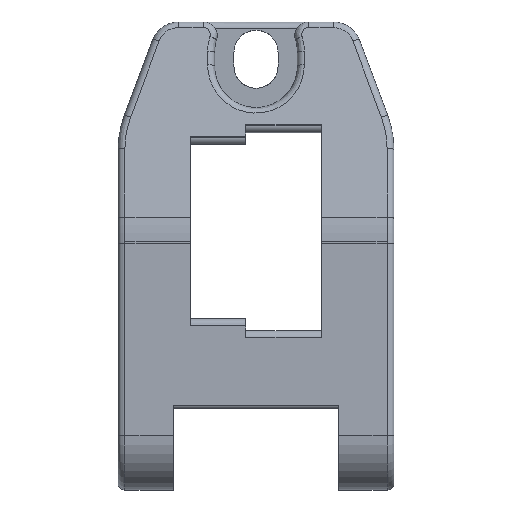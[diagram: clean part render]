
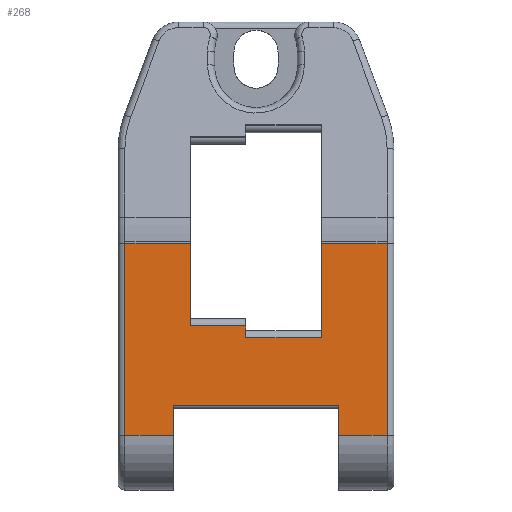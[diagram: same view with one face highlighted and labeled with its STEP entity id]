
A CAD part, top view. The second image highlights one B-rep face of the part: STEP entity #268.
In plain terms, the highlighted planar face has unit normal (0, -0.013, 1).
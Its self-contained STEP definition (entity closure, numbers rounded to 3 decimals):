
#54 = CARTESIAN_POINT ( 'NONE',  ( -3., 13.879, 4.184 ) ) ;
#103 = VECTOR ( 'NONE', #409, 1000. ) ;
#159 = ORIENTED_EDGE ( 'NONE', *, *, #3436, .T. ) ;
#166 = LINE ( 'NONE', #3487, #1856 ) ;
#191 = ORIENTED_EDGE ( 'NONE', *, *, #2659, .T. ) ;
#252 = CARTESIAN_POINT ( 'NONE',  ( 9., 2.151, 4.029 ) ) ;
#268 = ADVANCED_FACE ( 'NONE', ( #535 ), #3925, .F. ) ;
#291 = VERTEX_POINT ( 'NONE', #3947 ) ;
#303 = VERTEX_POINT ( 'NONE', #3660 ) ;
#409 = DIRECTION ( 'NONE',  ( -1., 0., 0. ) ) ;
#485 = VECTOR ( 'NONE', #1332, 1000. ) ;
#512 = CARTESIAN_POINT ( 'NONE',  ( 7.75, 7.022, 4.093 ) ) ;
#515 = VERTEX_POINT ( 'NONE', #872 ) ;
#535 = FACE_OUTER_BOUND ( 'NONE', #3578, .T. ) ;
#583 = CARTESIAN_POINT ( 'NONE',  ( -6.5, -0.053, 4. ) ) ;
#589 = EDGE_CURVE ( 'NONE', #1408, #1168, #2644, .T. ) ;
#673 = LINE ( 'NONE', #1832, #103 ) ;
#763 = DIRECTION ( 'NONE',  ( -1., 0., 0. ) ) ;
#872 = CARTESIAN_POINT ( 'NONE',  ( 7.75, 13.879, 4.184 ) ) ;
#916 = LINE ( 'NONE', #2808, #1386 ) ;
#922 = EDGE_CURVE ( 'NONE', #3864, #3257, #3008, .T. ) ;
#934 = LINE ( 'NONE', #2752, #4036 ) ;
#1027 = CARTESIAN_POINT ( 'NONE',  ( 2.25, 7.891, 4.105 ) ) ;
#1118 = DIRECTION ( 'NONE',  ( 1., 0., 0. ) ) ;
#1168 = VERTEX_POINT ( 'NONE', #1755 ) ;
#1232 = VECTOR ( 'NONE', #2273, 1000. ) ;
#1261 = DIRECTION ( 'NONE',  ( -1., 0., 0. ) ) ;
#1273 = ORIENTED_EDGE ( 'NONE', *, *, #589, .T. ) ;
#1280 = VECTOR ( 'NONE', #4519, 1000. ) ;
#1308 = CARTESIAN_POINT ( 'NONE',  ( 2.25, 13.879, 4.184 ) ) ;
#1323 = ORIENTED_EDGE ( 'NONE', *, *, #2598, .T. ) ;
#1332 = DIRECTION ( 'NONE',  ( 0., -1., -0.013 ) ) ;
#1386 = VECTOR ( 'NONE', #4585, 1000. ) ;
#1408 = VERTEX_POINT ( 'NONE', #512 ) ;
#1444 = CARTESIAN_POINT ( 'NONE',  ( -6.5, 13.879, 4.184 ) ) ;
#1545 = CARTESIAN_POINT ( 'NONE',  ( 13., 7.891, 4.105 ) ) ;
#1559 = AXIS2_PLACEMENT_3D ( 'NONE', #3567, #1713, #3203 ) ;
#1576 = VECTOR ( 'NONE', #2932, 1000. ) ;
#1667 = VERTEX_POINT ( 'NONE', #2147 ) ;
#1696 = DIRECTION ( 'NONE',  ( -1., 0., 0. ) ) ;
#1711 = ORIENTED_EDGE ( 'NONE', *, *, #3836, .T. ) ;
#1713 = DIRECTION ( 'NONE',  ( 0., 0.013, -1. ) ) ;
#1755 = CARTESIAN_POINT ( 'NONE',  ( 2.25, 7.022, 4.093 ) ) ;
#1832 = CARTESIAN_POINT ( 'NONE',  ( 13., 13.879, 4.184 ) ) ;
#1856 = VECTOR ( 'NONE', #2782, 1000. ) ;
#1943 = LINE ( 'NONE', #4698, #485 ) ;
#2054 = ORIENTED_EDGE ( 'NONE', *, *, #2785, .T. ) ;
#2143 = ORIENTED_EDGE ( 'NONE', *, *, #2757, .T. ) ;
#2147 = CARTESIAN_POINT ( 'NONE',  ( -1.75, 7.891, 4.105 ) ) ;
#2155 = VERTEX_POINT ( 'NONE', #4498 ) ;
#2273 = DIRECTION ( 'NONE',  ( -1., 0., 0. ) ) ;
#2283 = VECTOR ( 'NONE', #1118, 1000. ) ;
#2336 = DIRECTION ( 'NONE',  ( 0., 1., 0.013 ) ) ;
#2401 = VECTOR ( 'NONE', #2336, 1000. ) ;
#2410 = LINE ( 'NONE', #2699, #3150 ) ;
#2486 = VERTEX_POINT ( 'NONE', #2912 ) ;
#2576 = ORIENTED_EDGE ( 'NONE', *, *, #3200, .T. ) ;
#2598 = EDGE_CURVE ( 'NONE', #3277, #1667, #3397, .T. ) ;
#2642 = CARTESIAN_POINT ( 'NONE',  ( 13., 2.151, 4.029 ) ) ;
#2644 = LINE ( 'NONE', #4126, #1232 ) ;
#2659 = EDGE_CURVE ( 'NONE', #303, #3864, #673, .T. ) ;
#2685 = VERTEX_POINT ( 'NONE', #3657 ) ;
#2699 = CARTESIAN_POINT ( 'NONE',  ( 13., 13.879, 4.184 ) ) ;
#2752 = CARTESIAN_POINT ( 'NONE',  ( 13., -0.053, 4. ) ) ;
#2757 = EDGE_CURVE ( 'NONE', #291, #4387, #4467, .T. ) ;
#2763 = VECTOR ( 'NONE', #3668, 1000. ) ;
#2782 = DIRECTION ( 'NONE',  ( 0., 1., 0.013 ) ) ;
#2785 = EDGE_CURVE ( 'NONE', #1667, #303, #3963, .T. ) ;
#2808 = CARTESIAN_POINT ( 'NONE',  ( 12.5, 13.879, 4.184 ) ) ;
#2878 = CARTESIAN_POINT ( 'NONE',  ( -1.75, 13.879, 4.184 ) ) ;
#2912 = CARTESIAN_POINT ( 'NONE',  ( 12.5, -0.053, 4. ) ) ;
#2932 = DIRECTION ( 'NONE',  ( 0., -1., -0.013 ) ) ;
#2948 = VECTOR ( 'NONE', #763, 1000. ) ;
#3008 = LINE ( 'NONE', #1444, #1576 ) ;
#3143 = EDGE_CURVE ( 'NONE', #2155, #515, #2410, .T. ) ;
#3150 = VECTOR ( 'NONE', #1261, 1000. ) ;
#3185 = ORIENTED_EDGE ( 'NONE', *, *, #3928, .F. ) ;
#3200 = EDGE_CURVE ( 'NONE', #515, #1408, #1943, .T. ) ;
#3203 = DIRECTION ( 'NONE',  ( 0., 1., 0.013 ) ) ;
#3211 = CARTESIAN_POINT ( 'NONE',  ( 9., -0.053, 4. ) ) ;
#3215 = VERTEX_POINT ( 'NONE', #3211 ) ;
#3257 = VERTEX_POINT ( 'NONE', #583 ) ;
#3272 = ORIENTED_EDGE ( 'NONE', *, *, #4324, .F. ) ;
#3277 = VERTEX_POINT ( 'NONE', #1027 ) ;
#3397 = LINE ( 'NONE', #1545, #1280 ) ;
#3402 = LINE ( 'NONE', #54, #2763 ) ;
#3436 = EDGE_CURVE ( 'NONE', #2685, #291, #3402, .T. ) ;
#3487 = CARTESIAN_POINT ( 'NONE',  ( 9., 13.879, 4.184 ) ) ;
#3561 = CARTESIAN_POINT ( 'NONE',  ( -6.5, 13.879, 4.184 ) ) ;
#3567 = CARTESIAN_POINT ( 'NONE',  ( 13., 13.879, 4.184 ) ) ;
#3578 = EDGE_LOOP ( 'NONE', ( #3696, #1711, #4556, #2576, #1273, #4780, #1323, #2054, #191, #4432, #3272, #159, #2143, #3185 ) ) ;
#3602 = DIRECTION ( 'NONE',  ( 0., 1., 0.013 ) ) ;
#3657 = CARTESIAN_POINT ( 'NONE',  ( -3., -0.053, 4. ) ) ;
#3660 = CARTESIAN_POINT ( 'NONE',  ( -1.75, 13.879, 4.184 ) ) ;
#3668 = DIRECTION ( 'NONE',  ( 0., 1., 0.013 ) ) ;
#3696 = ORIENTED_EDGE ( 'NONE', *, *, #4089, .F. ) ;
#3722 = LINE ( 'NONE', #4506, #2948 ) ;
#3836 = EDGE_CURVE ( 'NONE', #2486, #2155, #916, .T. ) ;
#3864 = VERTEX_POINT ( 'NONE', #3561 ) ;
#3891 = LINE ( 'NONE', #1308, #2401 ) ;
#3925 = PLANE ( 'NONE',  #1559 ) ;
#3928 = EDGE_CURVE ( 'NONE', #3215, #4387, #166, .T. ) ;
#3947 = CARTESIAN_POINT ( 'NONE',  ( -3., 2.151, 4.029 ) ) ;
#3963 = LINE ( 'NONE', #2878, #4227 ) ;
#4036 = VECTOR ( 'NONE', #1696, 1000. ) ;
#4089 = EDGE_CURVE ( 'NONE', #2486, #3215, #3722, .T. ) ;
#4126 = CARTESIAN_POINT ( 'NONE',  ( 13., 7.022, 4.093 ) ) ;
#4227 = VECTOR ( 'NONE', #3602, 1000. ) ;
#4238 = EDGE_CURVE ( 'NONE', #1168, #3277, #3891, .T. ) ;
#4324 = EDGE_CURVE ( 'NONE', #2685, #3257, #934, .T. ) ;
#4387 = VERTEX_POINT ( 'NONE', #252 ) ;
#4432 = ORIENTED_EDGE ( 'NONE', *, *, #922, .T. ) ;
#4467 = LINE ( 'NONE', #2642, #2283 ) ;
#4498 = CARTESIAN_POINT ( 'NONE',  ( 12.5, 13.879, 4.184 ) ) ;
#4506 = CARTESIAN_POINT ( 'NONE',  ( 13., -0.053, 4. ) ) ;
#4519 = DIRECTION ( 'NONE',  ( -1., 0., 0. ) ) ;
#4556 = ORIENTED_EDGE ( 'NONE', *, *, #3143, .T. ) ;
#4585 = DIRECTION ( 'NONE',  ( 0., 1., 0.013 ) ) ;
#4698 = CARTESIAN_POINT ( 'NONE',  ( 7.75, 13.879, 4.184 ) ) ;
#4780 = ORIENTED_EDGE ( 'NONE', *, *, #4238, .T. ) ;
